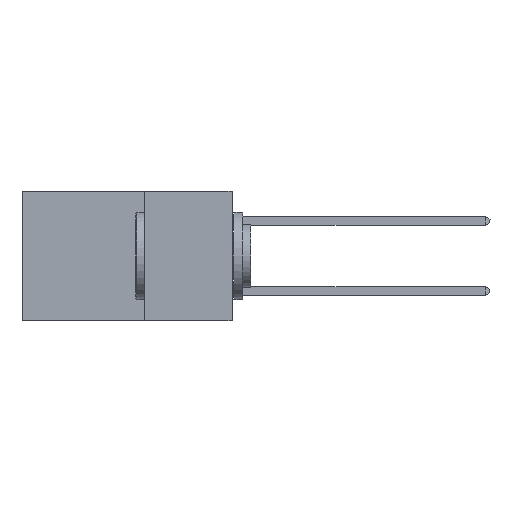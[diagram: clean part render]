
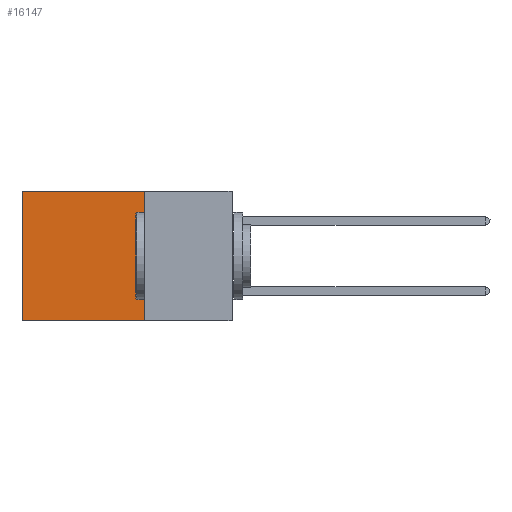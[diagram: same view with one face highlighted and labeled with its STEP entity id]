
A CAD part, left-side view. The second image highlights one B-rep face of the part: STEP entity #16147.
In plain terms, the highlighted planar face has unit normal (-1, 0, 0).
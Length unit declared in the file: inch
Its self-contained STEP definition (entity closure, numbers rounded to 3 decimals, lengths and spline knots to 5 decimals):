
#199 = DIRECTION ( 'NONE',  ( 1., 0., 0. ) ) ;
#646 = LINE ( 'NONE', #43775, #28499 ) ;
#2050 = VERTEX_POINT ( 'NONE', #5733 ) ;
#2476 = EDGE_CURVE ( 'NONE', #35865, #2050, #646, .T. ) ;
#3028 = VECTOR ( 'NONE', #29667, 39.37008 ) ;
#5733 = CARTESIAN_POINT ( 'NONE',  ( 0.2875, 0.6, -0.37 ) ) ;
#7718 = LINE ( 'NONE', #31026, #21329 ) ;
#10960 = EDGE_LOOP ( 'NONE', ( #20652, #27192, #21788, #15164 ) ) ;
#11703 = VERTEX_POINT ( 'NONE', #11847 ) ;
#11847 = CARTESIAN_POINT ( 'NONE',  ( 0.2875, 0.25, 0. ) ) ;
#13539 = DIRECTION ( 'NONE',  ( 0., 1., 0. ) ) ;
#15164 = ORIENTED_EDGE ( 'NONE', *, *, #40688, .T. ) ;
#16147 = ADVANCED_FACE ( 'NONE', ( #26495 ), #34810, .F. ) ;
#16190 = EDGE_CURVE ( 'NONE', #11703, #35865, #30258, .T. ) ;
#17466 = CARTESIAN_POINT ( 'NONE',  ( 0.2875, 0.25, 0. ) ) ;
#17949 = CARTESIAN_POINT ( 'NONE',  ( 0.2875, 0.25, -0.37 ) ) ;
#18315 = VERTEX_POINT ( 'NONE', #37132 ) ;
#20516 = EDGE_CURVE ( 'NONE', #18315, #2050, #42001, .T. ) ;
#20652 = ORIENTED_EDGE ( 'NONE', *, *, #20516, .T. ) ;
#21329 = VECTOR ( 'NONE', #13539, 39.37008 ) ;
#21788 = ORIENTED_EDGE ( 'NONE', *, *, #16190, .F. ) ;
#24600 = DIRECTION ( 'NONE',  ( 0., 0., -1. ) ) ;
#26495 = FACE_OUTER_BOUND ( 'NONE', #10960, .T. ) ;
#27192 = ORIENTED_EDGE ( 'NONE', *, *, #2476, .F. ) ;
#27629 = CARTESIAN_POINT ( 'NONE',  ( 0.2875, 0.25, 0. ) ) ;
#27786 = DIRECTION ( 'NONE',  ( 0., 0., -1. ) ) ;
#27928 = CARTESIAN_POINT ( 'NONE',  ( 0.2875, 0.6, 0. ) ) ;
#28499 = VECTOR ( 'NONE', #36456, 39.37008 ) ;
#29667 = DIRECTION ( 'NONE',  ( 0., 0., -1. ) ) ;
#30258 = LINE ( 'NONE', #17466, #3028 ) ;
#31026 = CARTESIAN_POINT ( 'NONE',  ( 0.2875, 0.25, 0. ) ) ;
#31107 = VECTOR ( 'NONE', #27786, 39.37008 ) ;
#32702 = AXIS2_PLACEMENT_3D ( 'NONE', #27629, #199, #24600 ) ;
#34810 = PLANE ( 'NONE',  #32702 ) ;
#35865 = VERTEX_POINT ( 'NONE', #17949 ) ;
#36456 = DIRECTION ( 'NONE',  ( 0., 1., 0. ) ) ;
#37132 = CARTESIAN_POINT ( 'NONE',  ( 0.2875, 0.6, 0. ) ) ;
#40688 = EDGE_CURVE ( 'NONE', #11703, #18315, #7718, .T. ) ;
#42001 = LINE ( 'NONE', #27928, #31107 ) ;
#43775 = CARTESIAN_POINT ( 'NONE',  ( 0.2875, 0.25, -0.37 ) ) ;
